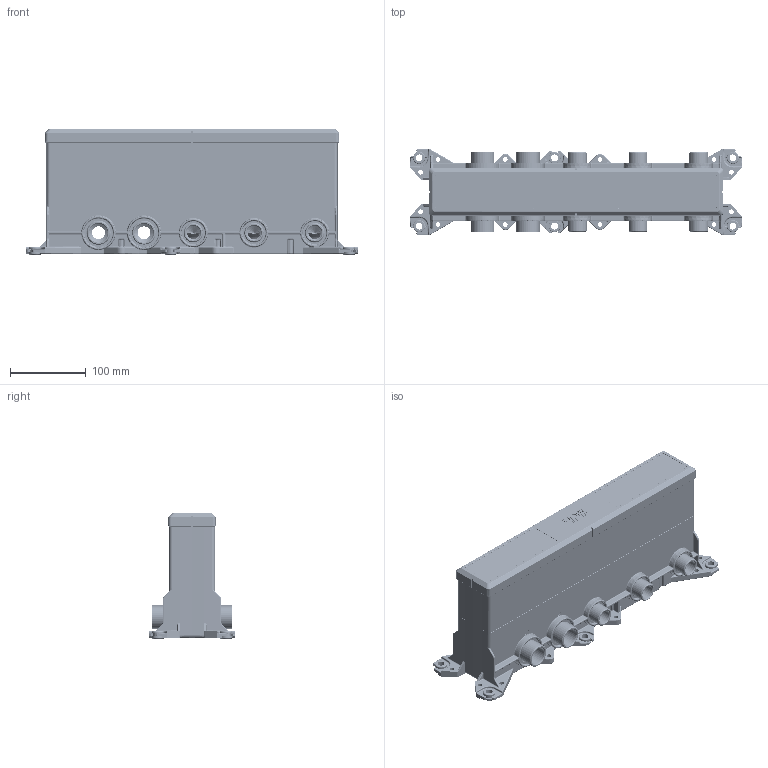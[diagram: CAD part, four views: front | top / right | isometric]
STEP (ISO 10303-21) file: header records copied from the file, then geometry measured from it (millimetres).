
FILE_DESCRIPTION(/* description */ ('AP214 STEP file'),/* implementation_level */ '2;1');
FILE_NAME(/* name */ '1068690000_out.stp',/* time_stamp */ '2025-04-10T05:35:53+02:00',/* author */ (''),/* organization */ (''),/* preprocessor_version */ 'ST-DEVELOPER v18.1',/* originating_system */ 'Elysium Co. Ltd. STEP Translator v8.3.0.0',/* authorisation */ '');
FILE_SCHEMA (('AUTOMOTIVE_DESIGN { 1 0 10303 214 3 1 1 }'));
Products named in the file (1): 1068690000_extract
Bounding box: 437.7 x 114 x 165.5 mm (x, y, z)
Volume: 1005924.5 mm3; surface area: 776919.9 mm2
Topology: 1 solids, 10 shells, 6782 faces, 17746 edges, 10912 vertices
Faces by surface type: cylinder 2041, bspline 1712, plane 1404, torus 571, cone 559, sphere 399, extrusion 96
Entity records: 296566 total; most frequent: CARTESIAN_POINT 107339, ORIENTED_EDGE 35329, EDGE_CURVE 17584, STYLED_ITEM 13564, VERTEX_POINT 10912, AXIS2_PLACEMENT_3D 10498, EDGE_LOOP 7021, ADVANCED_FACE 6782
